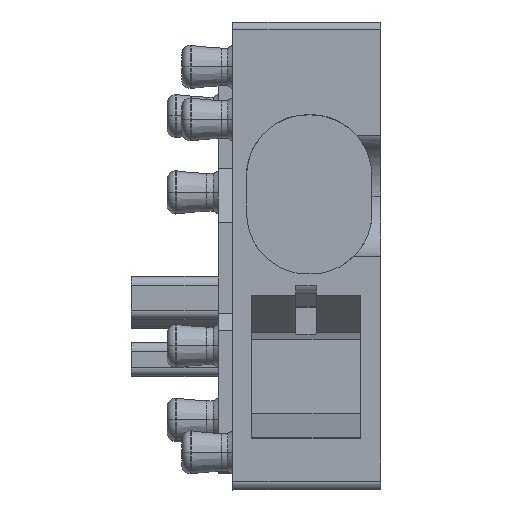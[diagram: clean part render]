
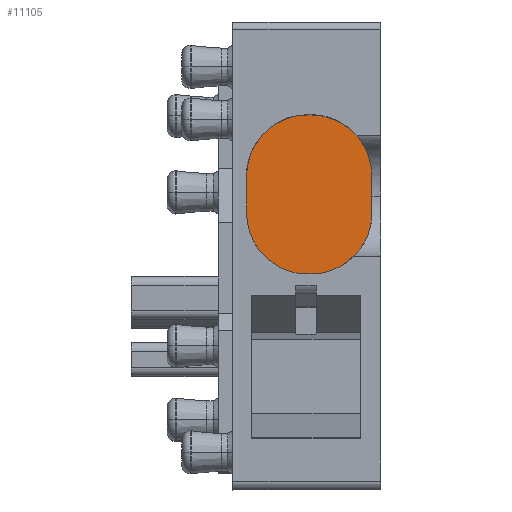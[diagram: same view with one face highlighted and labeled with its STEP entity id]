
A CAD part, top view. The second image highlights one B-rep face of the part: STEP entity #11105.
In plain terms, the highlighted planar face has unit normal (0, 0, 1).
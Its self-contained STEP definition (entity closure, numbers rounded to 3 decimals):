
#10085=AXIS2_PLACEMENT_3D('Circle Axis2P3D',#10083,#10084,$) ;
#10135=AXIS2_PLACEMENT_3D('Circle Axis2P3D',#10133,#10134,$) ;
#10183=AXIS2_PLACEMENT_3D('Circle Axis2P3D',#10181,#10182,$) ;
#10238=AXIS2_PLACEMENT_3D('Circle Axis2P3D',#10236,#10237,$) ;
#11093=AXIS2_PLACEMENT_3D('Plane Axis2P3D',#11090,#11091,#11092) ;
#10080=CARTESIAN_POINT('Vertex',(8.3,9.55,35.82)) ;
#10083=CARTESIAN_POINT('Axis2P3D Location',(6.2,9.55,35.82)) ;
#10087=CARTESIAN_POINT('Vertex',(6.2,7.45,35.82)) ;
#10109=CARTESIAN_POINT('Line Origine',(6.137,7.45,35.82)) ;
#10113=CARTESIAN_POINT('Vertex',(6.075,7.45,35.82)) ;
#10133=CARTESIAN_POINT('Axis2P3D Location',(6.075,9.55,35.82)) ;
#10137=CARTESIAN_POINT('Vertex',(3.975,9.55,35.82)) ;
#10157=CARTESIAN_POINT('Line Origine',(3.975,10.2,35.82)) ;
#10161=CARTESIAN_POINT('Vertex',(3.975,10.85,35.82)) ;
#10181=CARTESIAN_POINT('Axis2P3D Location',(6.075,10.85,35.82)) ;
#10185=CARTESIAN_POINT('Vertex',(6.075,12.95,35.82)) ;
#10205=CARTESIAN_POINT('Line Origine',(6.137,12.95,35.82)) ;
#10209=CARTESIAN_POINT('Vertex',(6.2,12.95,35.82)) ;
#10233=CARTESIAN_POINT('Vertex',(8.3,10.85,35.82)) ;
#10236=CARTESIAN_POINT('Axis2P3D Location',(6.2,10.85,35.82)) ;
#10759=CARTESIAN_POINT('Line Origine',(8.3,10.2,35.82)) ;
#11090=CARTESIAN_POINT('Axis2P3D Location',(6.075,10.85,35.82)) ;
#10084=DIRECTION('Axis2P3D Direction',(0.,0.,-1.)) ;
#10110=DIRECTION('Vector Direction',(1.,0.,0.)) ;
#10134=DIRECTION('Axis2P3D Direction',(0.,0.,-1.)) ;
#10158=DIRECTION('Vector Direction',(0.,-1.,0.)) ;
#10182=DIRECTION('Axis2P3D Direction',(-0.,0.,-1.)) ;
#10206=DIRECTION('Vector Direction',(-1.,0.,0.)) ;
#10237=DIRECTION('Axis2P3D Direction',(-0.,0.,-1.)) ;
#10760=DIRECTION('Vector Direction',(0.,1.,0.)) ;
#11091=DIRECTION('Axis2P3D Direction',(0.,0.,1.)) ;
#11092=DIRECTION('Axis2P3D XDirection',(1.,0.,0.)) ;
#10111=VECTOR('Line Direction',#10110,1.) ;
#10159=VECTOR('Line Direction',#10158,1.) ;
#10207=VECTOR('Line Direction',#10206,1.) ;
#10761=VECTOR('Line Direction',#10760,1.) ;
#11096=ORIENTED_EDGE('',*,*,#10187,.T.) ;
#11097=ORIENTED_EDGE('',*,*,#10163,.T.) ;
#11098=ORIENTED_EDGE('',*,*,#10139,.T.) ;
#11099=ORIENTED_EDGE('',*,*,#10115,.T.) ;
#11100=ORIENTED_EDGE('',*,*,#10089,.T.) ;
#11101=ORIENTED_EDGE('',*,*,#10763,.T.) ;
#11102=ORIENTED_EDGE('',*,*,#10240,.T.) ;
#11103=ORIENTED_EDGE('',*,*,#10211,.T.) ;
#11105=ADVANCED_FACE('ZP 2.5/1AN ZA BL',(#11104),#11094,.T.) ;
#10086=CIRCLE('generated circle',#10085,2.1) ;
#10136=CIRCLE('generated circle',#10135,2.1) ;
#10184=CIRCLE('generated circle',#10183,2.1) ;
#10239=CIRCLE('generated circle',#10238,2.1) ;
#10089=EDGE_CURVE('',#10088,#10081,#10086,.F.) ;
#10115=EDGE_CURVE('',#10114,#10088,#10112,.T.) ;
#10139=EDGE_CURVE('',#10138,#10114,#10136,.F.) ;
#10163=EDGE_CURVE('',#10162,#10138,#10160,.T.) ;
#10187=EDGE_CURVE('',#10186,#10162,#10184,.F.) ;
#10211=EDGE_CURVE('',#10210,#10186,#10208,.T.) ;
#10240=EDGE_CURVE('',#10234,#10210,#10239,.F.) ;
#10763=EDGE_CURVE('',#10081,#10234,#10762,.T.) ;
#11095=EDGE_LOOP('',(#11096,#11097,#11098,#11099,#11100,#11101,#11102,#11103)) ;
#11104=FACE_OUTER_BOUND('',#11095,.T.) ;
#10112=LINE('Line',#10109,#10111) ;
#10160=LINE('Line',#10157,#10159) ;
#10208=LINE('Line',#10205,#10207) ;
#10762=LINE('Line',#10759,#10761) ;
#11094=PLANE('',#11093) ;
#10081=VERTEX_POINT('',#10080) ;
#10088=VERTEX_POINT('',#10087) ;
#10114=VERTEX_POINT('',#10113) ;
#10138=VERTEX_POINT('',#10137) ;
#10162=VERTEX_POINT('',#10161) ;
#10186=VERTEX_POINT('',#10185) ;
#10210=VERTEX_POINT('',#10209) ;
#10234=VERTEX_POINT('',#10233) ;
